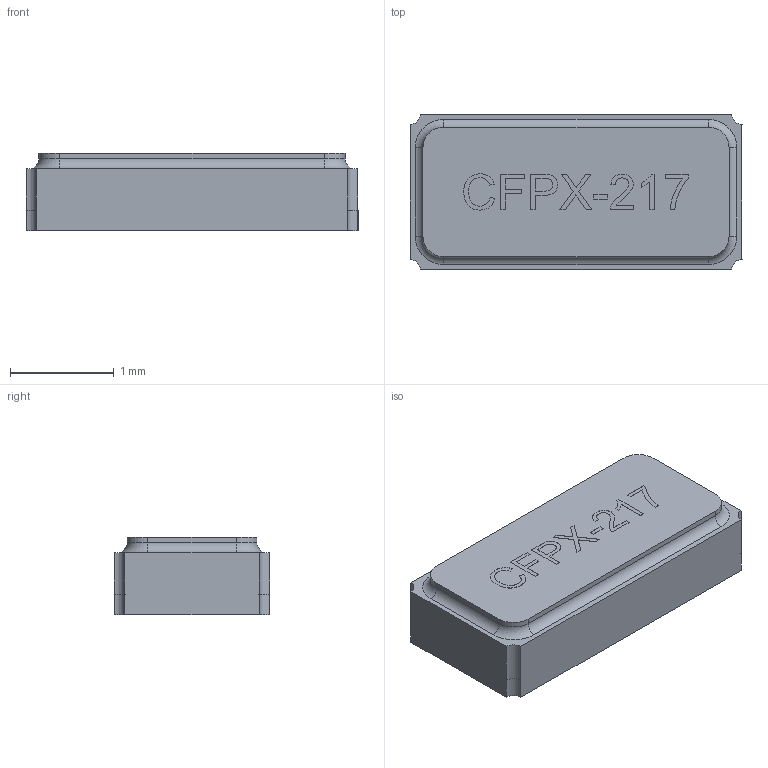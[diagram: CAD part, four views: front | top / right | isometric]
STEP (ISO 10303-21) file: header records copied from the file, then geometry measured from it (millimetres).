
FILE_DESCRIPTION(/* description */ ('Unknown'),/* implementation_level */ '2;1');
FILE_NAME(/* name */ 'CFPX-217',/* time_stamp */ '2021-07-05T13:59:00+01:00',/* author */ ('Unknown'),/* organization */ ('Unknown'),/* preprocessor_version */ 'ST-DEVELOPER v16.7',/* originating_system */ 'DEX',/* authorisation */ $);
FILE_SCHEMA (('AUTOMOTIVE_DESIGN {1 0 10303 214 3 1 1}'));
Length unit declared in the file: millimetre
Products named in the file (4): CFPX-217; Body; Pins; Cover
Assembly tree (3 placements, depth 2):
  CFPX-217
    Body
    Pins
    Cover
Bounding box: 3.2 x 1.5 x 0.75 mm (x, y, z)
Volume: 3.4 mm3; surface area: 30.8 mm2
Topology: 4 solids, 4 shells, 147 faces, 366 edges, 236 vertices
Faces by surface type: plane 109, cylinder 16, bspline 14, cone 4, torus 4
Entity records: 5701 total; most frequent: CARTESIAN_POINT 1483, ORIENTED_EDGE 732, DIRECTION 568, EDGE_CURVE 366, VERTEX_POINT 236, LINE 214, VECTOR 214, AXIS2_PLACEMENT_3D 177
